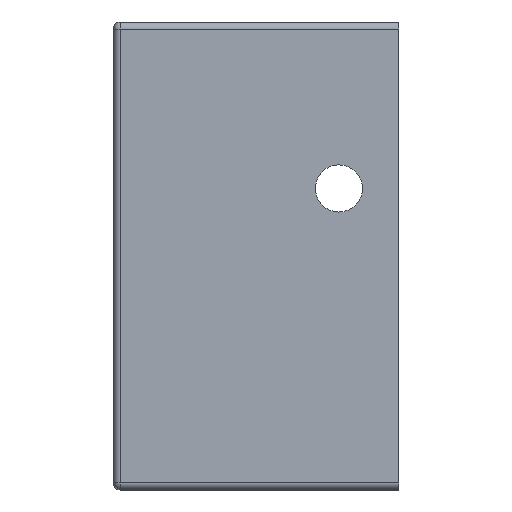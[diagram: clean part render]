
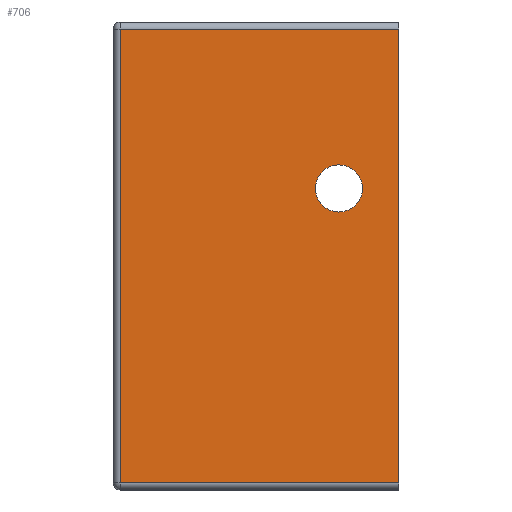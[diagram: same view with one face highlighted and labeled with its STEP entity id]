
A CAD part, left-side view. The second image highlights one B-rep face of the part: STEP entity #706.
In plain terms, the highlighted planar face has unit normal (-1, 0, 0).
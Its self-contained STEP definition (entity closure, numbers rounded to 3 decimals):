
#15 = CARTESIAN_POINT ( 'NONE',  ( -24.25, -20., 15.875 ) ) ;
#51 = DIRECTION ( 'NONE',  ( 0., 0., 1. ) ) ;
#68 = CARTESIAN_POINT ( 'NONE',  ( -24.25, -0.5, -15.875 ) ) ;
#87 = FACE_BOUND ( 'NONE', #1117, .T. ) ;
#115 = VECTOR ( 'NONE', #143, 1000. ) ;
#121 = CARTESIAN_POINT ( 'NONE',  ( -24.25, -15.8, 4.725 ) ) ;
#143 = DIRECTION ( 'NONE',  ( 0., 1., 0. ) ) ;
#149 = EDGE_LOOP ( 'NONE', ( #1099, #1566, #1626, #357 ) ) ;
#169 = VECTOR ( 'NONE', #826, 1000. ) ;
#178 = CARTESIAN_POINT ( 'NONE',  ( -24.25, -15.8, 3.075 ) ) ;
#213 = CIRCLE ( 'NONE', #669, 1.65 ) ;
#217 = EDGE_CURVE ( 'NONE', #629, #1262, #213, .T. ) ;
#235 = CARTESIAN_POINT ( 'NONE',  ( -24.25, -20., 15.875 ) ) ;
#296 = LINE ( 'NONE', #1179, #1164 ) ;
#342 = VERTEX_POINT ( 'NONE', #15 ) ;
#357 = ORIENTED_EDGE ( 'NONE', *, *, #539, .T. ) ;
#378 = DIRECTION ( 'NONE',  ( -1., 0., 0. ) ) ;
#430 = EDGE_CURVE ( 'NONE', #1262, #629, #1233, .T. ) ;
#457 = CARTESIAN_POINT ( 'NONE',  ( -24.25, -20., -15.875 ) ) ;
#462 = LINE ( 'NONE', #1476, #169 ) ;
#481 = VERTEX_POINT ( 'NONE', #1356 ) ;
#528 = VERTEX_POINT ( 'NONE', #457 ) ;
#539 = EDGE_CURVE ( 'NONE', #963, #528, #462, .T. ) ;
#629 = VERTEX_POINT ( 'NONE', #741 ) ;
#648 = DIRECTION ( 'NONE',  ( -1., 0., 0. ) ) ;
#669 = AXIS2_PLACEMENT_3D ( 'NONE', #121, #648, #1424 ) ;
#706 = ADVANCED_FACE ( 'NONE', ( #799, #87 ), #769, .T. ) ;
#741 = CARTESIAN_POINT ( 'NONE',  ( -24.25, -15.8, 6.375 ) ) ;
#744 = EDGE_CURVE ( 'NONE', #342, #481, #1352, .T. ) ;
#769 = PLANE ( 'NONE',  #1461 ) ;
#799 = FACE_OUTER_BOUND ( 'NONE', #149, .T. ) ;
#826 = DIRECTION ( 'NONE',  ( 0., -1., 0. ) ) ;
#837 = ORIENTED_EDGE ( 'NONE', *, *, #217, .F. ) ;
#898 = DIRECTION ( 'NONE',  ( 0., 0., 1. ) ) ;
#910 = CARTESIAN_POINT ( 'NONE',  ( -24.25, -20., 16.375 ) ) ;
#925 = VECTOR ( 'NONE', #1034, 1000. ) ;
#963 = VERTEX_POINT ( 'NONE', #68 ) ;
#1034 = DIRECTION ( 'NONE',  ( 0., 0., -1. ) ) ;
#1099 = ORIENTED_EDGE ( 'NONE', *, *, #1558, .T. ) ;
#1117 = EDGE_LOOP ( 'NONE', ( #837, #1465 ) ) ;
#1118 = AXIS2_PLACEMENT_3D ( 'NONE', #1230, #1360, #51 ) ;
#1164 = VECTOR ( 'NONE', #1664, 1000. ) ;
#1179 = CARTESIAN_POINT ( 'NONE',  ( -24.25, -20., 16.375 ) ) ;
#1230 = CARTESIAN_POINT ( 'NONE',  ( -24.25, -15.8, 4.725 ) ) ;
#1233 = CIRCLE ( 'NONE', #1118, 1.65 ) ;
#1262 = VERTEX_POINT ( 'NONE', #178 ) ;
#1352 = LINE ( 'NONE', #235, #115 ) ;
#1356 = CARTESIAN_POINT ( 'NONE',  ( -24.25, -0.5, 15.875 ) ) ;
#1360 = DIRECTION ( 'NONE',  ( -1., 0., 0. ) ) ;
#1419 = CARTESIAN_POINT ( 'NONE',  ( -24.25, -0.5, 16.375 ) ) ;
#1424 = DIRECTION ( 'NONE',  ( 0., 0., 1. ) ) ;
#1461 = AXIS2_PLACEMENT_3D ( 'NONE', #910, #378, #898 ) ;
#1465 = ORIENTED_EDGE ( 'NONE', *, *, #430, .F. ) ;
#1476 = CARTESIAN_POINT ( 'NONE',  ( -24.25, -20., -15.875 ) ) ;
#1558 = EDGE_CURVE ( 'NONE', #528, #342, #296, .T. ) ;
#1566 = ORIENTED_EDGE ( 'NONE', *, *, #744, .T. ) ;
#1575 = EDGE_CURVE ( 'NONE', #481, #963, #1634, .T. ) ;
#1626 = ORIENTED_EDGE ( 'NONE', *, *, #1575, .T. ) ;
#1634 = LINE ( 'NONE', #1419, #925 ) ;
#1664 = DIRECTION ( 'NONE',  ( 0., 0., 1. ) ) ;
